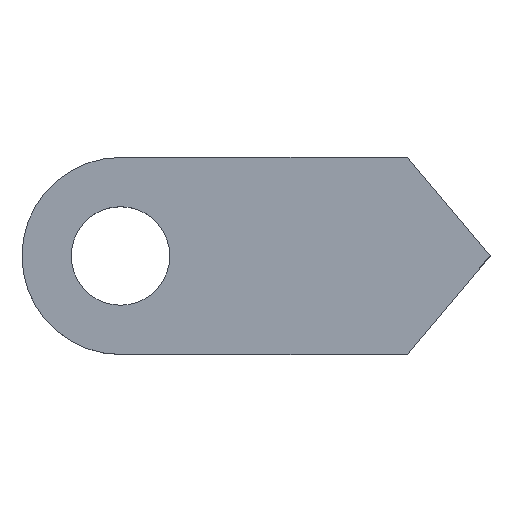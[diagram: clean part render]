
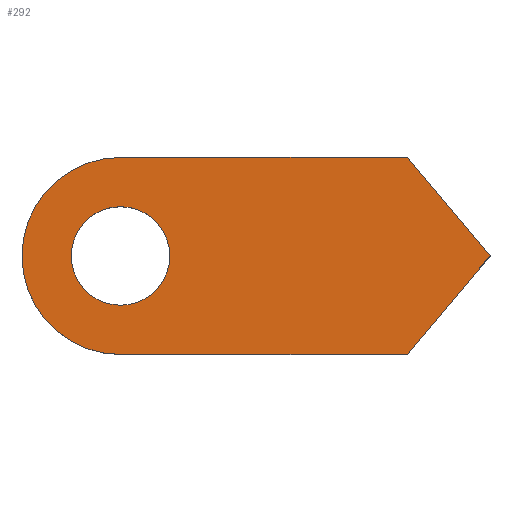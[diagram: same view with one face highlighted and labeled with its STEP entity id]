
A CAD part, top view. The second image highlights one B-rep face of the part: STEP entity #292.
In plain terms, the highlighted planar face has unit normal (0, 0, 1).
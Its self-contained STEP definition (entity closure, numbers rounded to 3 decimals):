
#6 = AXIS2_PLACEMENT_3D ( 'NONE', #325, #158, #68 ) ;
#25 = ORIENTED_EDGE ( 'NONE', *, *, #175, .T. ) ;
#26 = LINE ( 'NONE', #88, #31 ) ;
#29 = CIRCLE ( 'NONE', #276, 40. ) ;
#31 = VECTOR ( 'NONE', #147, 1000. ) ;
#36 = VECTOR ( 'NONE', #69, 1000. ) ;
#37 = EDGE_LOOP ( 'NONE', ( #71, #378 ) ) ;
#47 = VERTEX_POINT ( 'NONE', #346 ) ;
#54 = EDGE_LOOP ( 'NONE', ( #139, #246, #362, #126, #187, #25 ) ) ;
#59 = CIRCLE ( 'NONE', #348, 20. ) ;
#61 = EDGE_CURVE ( 'NONE', #193, #47, #26, .T. ) ;
#66 = PLANE ( 'NONE',  #374 ) ;
#68 = DIRECTION ( 'NONE',  ( 1., 0., 0. ) ) ;
#69 = DIRECTION ( 'NONE',  ( -0.643, -0.766, 0. ) ) ;
#71 = ORIENTED_EDGE ( 'NONE', *, *, #342, .F. ) ;
#72 = LINE ( 'NONE', #241, #103 ) ;
#74 = VERTEX_POINT ( 'NONE', #228 ) ;
#75 = CARTESIAN_POINT ( 'NONE',  ( 0., -80., 30. ) ) ;
#77 = CARTESIAN_POINT ( 'NONE',  ( 20., -40., 30. ) ) ;
#88 = CARTESIAN_POINT ( 'NONE',  ( 0., 0., 30. ) ) ;
#90 = DIRECTION ( 'NONE',  ( 1., 0., 0. ) ) ;
#95 = DIRECTION ( 'NONE',  ( -0.643, 0.766, 0. ) ) ;
#96 = FACE_BOUND ( 'NONE', #37, .T. ) ;
#103 = VECTOR ( 'NONE', #95, 1000. ) ;
#116 = DIRECTION ( 'NONE',  ( 0., 0., 1. ) ) ;
#120 = EDGE_CURVE ( 'NONE', #193, #74, #29, .T. ) ;
#123 = CARTESIAN_POINT ( 'NONE',  ( 0., 0., 30. ) ) ;
#124 = CARTESIAN_POINT ( 'NONE',  ( 150.004, -40., 30. ) ) ;
#126 = ORIENTED_EDGE ( 'NONE', *, *, #198, .T. ) ;
#127 = CARTESIAN_POINT ( 'NONE',  ( -20., -40., 30. ) ) ;
#128 = CIRCLE ( 'NONE', #360, 40. ) ;
#139 = ORIENTED_EDGE ( 'NONE', *, *, #61, .F. ) ;
#147 = DIRECTION ( 'NONE',  ( 1., 0., 0. ) ) ;
#158 = DIRECTION ( 'NONE',  ( 0., 0., 1. ) ) ;
#175 = EDGE_CURVE ( 'NONE', #279, #47, #72, .T. ) ;
#179 = CARTESIAN_POINT ( 'NONE',  ( 0., -40., 30. ) ) ;
#185 = DIRECTION ( 'NONE',  ( 1., 0., 0. ) ) ;
#187 = ORIENTED_EDGE ( 'NONE', *, *, #202, .F. ) ;
#191 = VERTEX_POINT ( 'NONE', #206 ) ;
#193 = VERTEX_POINT ( 'NONE', #293 ) ;
#195 = VERTEX_POINT ( 'NONE', #75 ) ;
#198 = EDGE_CURVE ( 'NONE', #195, #191, #324, .T. ) ;
#202 = EDGE_CURVE ( 'NONE', #279, #191, #297, .T. ) ;
#204 = CARTESIAN_POINT ( 'NONE',  ( 107.722, -90.39, 30. ) ) ;
#206 = CARTESIAN_POINT ( 'NONE',  ( 116.44, -80., 30. ) ) ;
#209 = FACE_OUTER_BOUND ( 'NONE', #54, .T. ) ;
#214 = DIRECTION ( 'NONE',  ( 0., 0., 1. ) ) ;
#220 = DIRECTION ( 'NONE',  ( 1., 0., 0. ) ) ;
#228 = CARTESIAN_POINT ( 'NONE',  ( -40., -40., 30. ) ) ;
#232 = CARTESIAN_POINT ( 'NONE',  ( 0., -40., 30. ) ) ;
#239 = CARTESIAN_POINT ( 'NONE',  ( 0., -40., 30. ) ) ;
#241 = CARTESIAN_POINT ( 'NONE',  ( 68.33, 57.336, 30. ) ) ;
#246 = ORIENTED_EDGE ( 'NONE', *, *, #120, .T. ) ;
#248 = VERTEX_POINT ( 'NONE', #127 ) ;
#262 = DIRECTION ( 'NONE',  ( 1., 0., 0. ) ) ;
#276 = AXIS2_PLACEMENT_3D ( 'NONE', #232, #116, #90 ) ;
#279 = VERTEX_POINT ( 'NONE', #124 ) ;
#281 = CIRCLE ( 'NONE', #6, 20. ) ;
#285 = EDGE_CURVE ( 'NONE', #74, #195, #128, .T. ) ;
#292 = ADVANCED_FACE ( 'NONE', ( #96, #209 ), #66, .T. ) ;
#293 = CARTESIAN_POINT ( 'NONE',  ( 0., 0., 30. ) ) ;
#297 = LINE ( 'NONE', #204, #36 ) ;
#306 = EDGE_CURVE ( 'NONE', #368, #248, #281, .T. ) ;
#317 = VECTOR ( 'NONE', #327, 1000. ) ;
#324 = LINE ( 'NONE', #358, #317 ) ;
#325 = CARTESIAN_POINT ( 'NONE',  ( 0., -40., 30. ) ) ;
#327 = DIRECTION ( 'NONE',  ( 1., 0., 0. ) ) ;
#330 = DIRECTION ( 'NONE',  ( 0., 0., 1. ) ) ;
#342 = EDGE_CURVE ( 'NONE', #248, #368, #59, .T. ) ;
#346 = CARTESIAN_POINT ( 'NONE',  ( 116.44, 0., 30. ) ) ;
#348 = AXIS2_PLACEMENT_3D ( 'NONE', #179, #214, #220 ) ;
#354 = DIRECTION ( 'NONE',  ( 0., 0., 1. ) ) ;
#358 = CARTESIAN_POINT ( 'NONE',  ( 0., -80., 30. ) ) ;
#360 = AXIS2_PLACEMENT_3D ( 'NONE', #239, #354, #262 ) ;
#362 = ORIENTED_EDGE ( 'NONE', *, *, #285, .T. ) ;
#368 = VERTEX_POINT ( 'NONE', #77 ) ;
#374 = AXIS2_PLACEMENT_3D ( 'NONE', #123, #330, #185 ) ;
#378 = ORIENTED_EDGE ( 'NONE', *, *, #306, .F. ) ;
